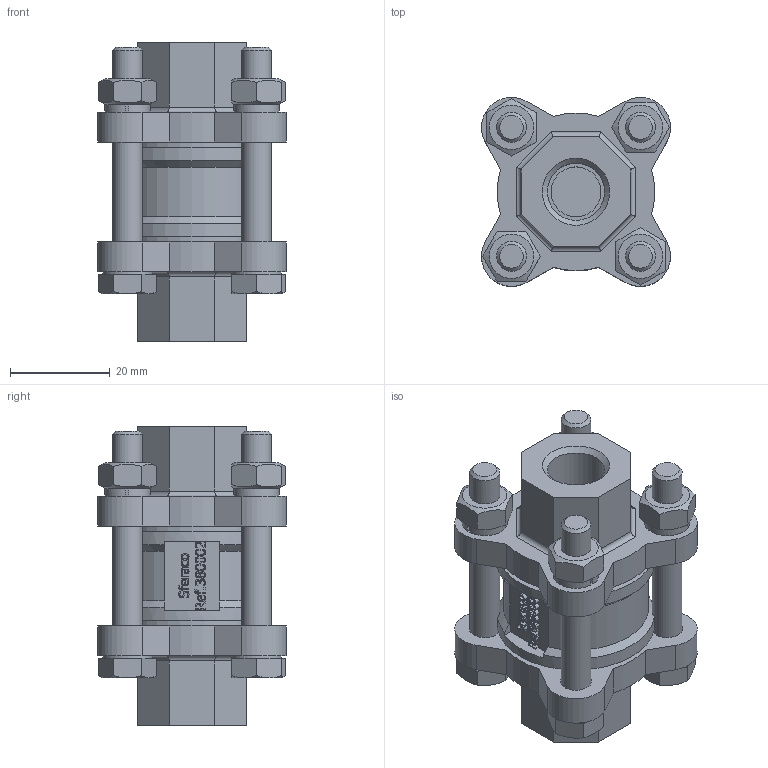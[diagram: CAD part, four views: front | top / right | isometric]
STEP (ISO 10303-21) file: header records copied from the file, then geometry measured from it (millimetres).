
FILE_DESCRIPTION(/* description */ ('380002'),/* implementation_level */ '2;1');
FILE_NAME(/* name */ '380002.stp',/* time_stamp */ '2019-02-07T15:14:16+01:00',/* author */ ('jmorand'),/* organization */ ('Sferaco'),/* preprocessor_version */ 'ST-DEVELOPER v17',/* originating_system */ 'Autodesk Inventor 2019',/* authorisation */ '');
FILE_SCHEMA (('AUTOMOTIVE_DESIGN { 1 0 10303 214 3 1 1 }'));
Length unit declared in the file: millimetre
Products named in the file (1): 380002_bd
Bounding box: 37.81 x 37.81 x 60 mm (x, y, z)
Volume: 41349 mm3; surface area: 20620.8 mm2
Topology: 15 solids, 15 shells, 903 faces, 2384 edges, 1576 vertices
Faces by surface type: plane 400, bspline 368, cylinder 85, cone 50
Full cylindrical faces by diameter (mm): 4.917 x4, 6 x4, 6.2 x8, 10 x6, 11.445 x2, 28 x2
Entity records: 31871 total; most frequent: CARTESIAN_POINT 11088, ORIENTED_EDGE 4768, DIRECTION 2896, EDGE_CURVE 2384, VERTEX_POINT 1576, LINE 1248, VECTOR 1248, EDGE_LOOP 996
